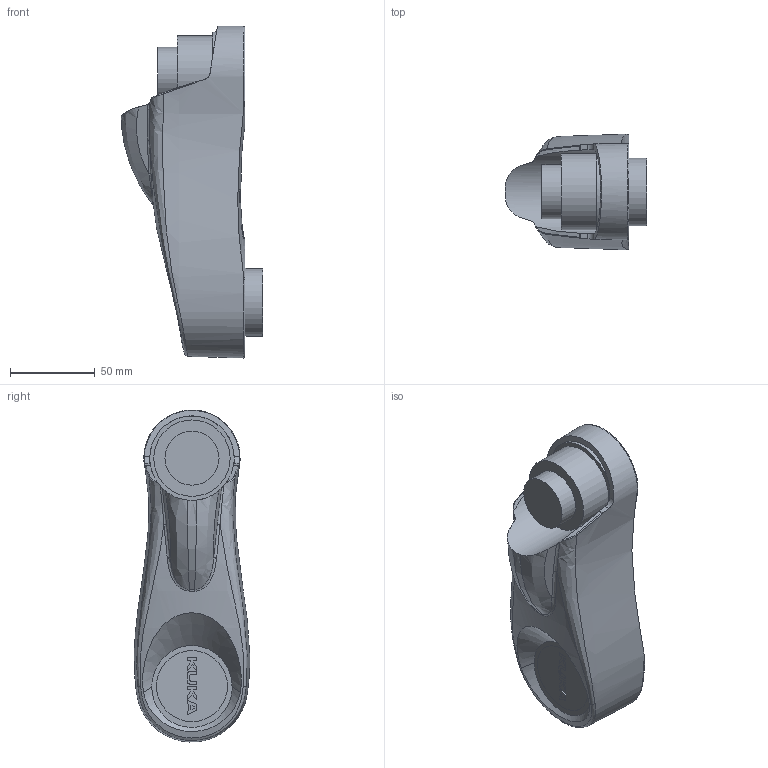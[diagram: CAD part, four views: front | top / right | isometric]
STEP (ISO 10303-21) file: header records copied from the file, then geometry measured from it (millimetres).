
FILE_DESCRIPTION( ( '' ), ' ' );
FILE_NAME( '5858eb6e112be6126affa6cb.step', '2016-12-20T08:27:27', ( '' ), ( '' ), ' ', ' ', ' ' );
FILE_SCHEMA( ( 'AUTOMOTIVE_DESIGN { 1 0 10303 214 1 1 1 1 }' ) );
Length unit declared in the file: metre
Products named in the file (1): Forearm
Bounding box: 83.71 x 68.46 x 196.46 mm (x, y, z)
Volume: 488806.4 mm3; surface area: 50882 mm2
Topology: 1 solids, 1 shells, 240 faces, 636 edges, 419 vertices
Faces by surface type: plane 149, bspline 43, cone 25, cylinder 17, extrusion 4, revolution 2
Full cylindrical faces by diameter (mm): 32 x1, 40 x1, 42 x1, 45.2 x1, 50 x1
Entity records: 13348 total; most frequent: CARTESIAN_POINT 6385, ORIENTED_EDGE 1246, DIRECTION 664, EDGE_CURVE 623, VERTEX_POINT 416, B_SPLINE_CURVE_WITH_KNOTS 369, EDGE_LOOP 271, FACE_OUTER_BOUND 247
